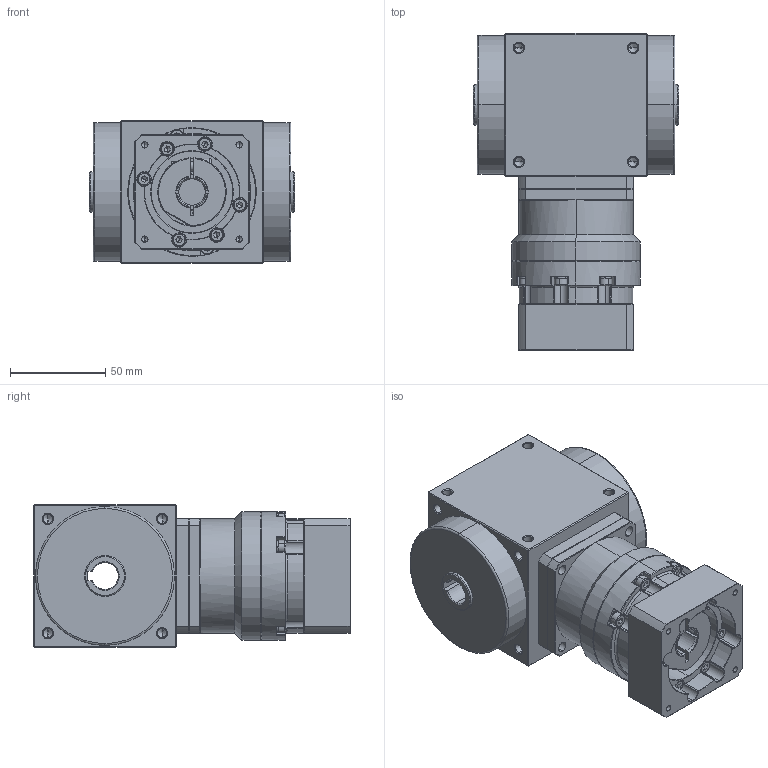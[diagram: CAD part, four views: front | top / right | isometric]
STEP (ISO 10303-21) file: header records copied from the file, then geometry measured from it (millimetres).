
FILE_DESCRIPTION (( 'STEP AP214' ), '1' );
FILE_NAME ('AT075-FH-L1( )-14-50-70-M4.STEP', '2023-08-03T00:47:08', ( '微软用户' ), ( '微软中国' ), 'SwSTEP 2.0', 'SolidWorks 2023', '' );
FILE_SCHEMA (( 'AUTOMOTIVE_DESIGN' ));
Length unit declared in the file: millimetre
Products named in the file (13): hexagon socket head cap screws gb_GB_FASTENER_SCREWS_HSHCS M4X16-N.STEP; ________ KS60______.STEP; KS60L1-50-14-37-M4-70 外形图; spring lock washers--normal type gb_GB_FASTENER_WASHER_SW 4.STEP; AT075-FH-L1( )-14-50-70-M4; hexagon socket head cap screws gb_GB_FASTENER_SCREWS_HSHCS M5X16-N.STEP; KS60L1-50-14-37-M4-70 外形图.STEP; ____________ KS60______.STEP; ________________________ KB60D14.STEP; AT075-FH转向器; hexagon socket head cap screws gb_GB_FASTENER_SCREWS_HSHCS M4X20-N.STEP; hex socket set screws with flat point gb_GB_FASTENER_SCREWS_HSFP M10X10-N.STEP; ________ KB60-D50-M4-70F60H24.5.STEP
Assembly tree (33 placements, depth 4):
  AT075-FH-L1( )-14-50-70-M4
    AT075-FH转向器
    KS60L1-50-14-37-M4-70 外形图
      KS60L1-50-14-37-M4-70 外形图.STEP
        ____________ KS60______.STEP
        ________ KS60______.STEP
        ________ KB60-D50-M4-70F60H24.5.STEP
        ________________________ KB60D14.STEP
        hexagon socket head cap screws gb_GB_FASTENER_SCREWS_HSHCS M5X16-N.STEP
        hexagon socket head cap screws gb_GB_FASTENER_SCREWS_HSHCS M4X20-N.STEP  x6
        spring lock washers--normal type gb_GB_FASTENER_WASHER_SW 4.STEP  x12
        hexagon socket head cap screws gb_GB_FASTENER_SCREWS_HSHCS M4X16-N.STEP  x6
        hex socket set screws with flat point gb_GB_FASTENER_SCREWS_HSFP M10X10-N.STEP
Bounding box: 108 x 166.5 x 75 mm (x, y, z)
Volume: 782450 mm3; surface area: 117822.3 mm2
Topology: 33 solids, 33 shells, 1302 faces, 3193 edges, 1924 vertices
Faces by surface type: cylinder 491, plane 445, cone 298, torus 56, bspline 12
Entity records: 29727 total; most frequent: CARTESIAN_POINT 6912, DIRECTION 4918, ORIENTED_EDGE 4582, EDGE_CURVE 2291, AXIS2_PLACEMENT_3D 1955, VERTEX_POINT 1418, EDGE_LOOP 1057, VECTOR 1008
